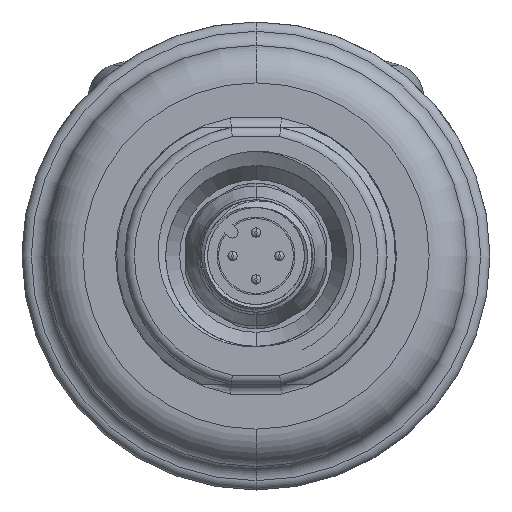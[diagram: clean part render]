
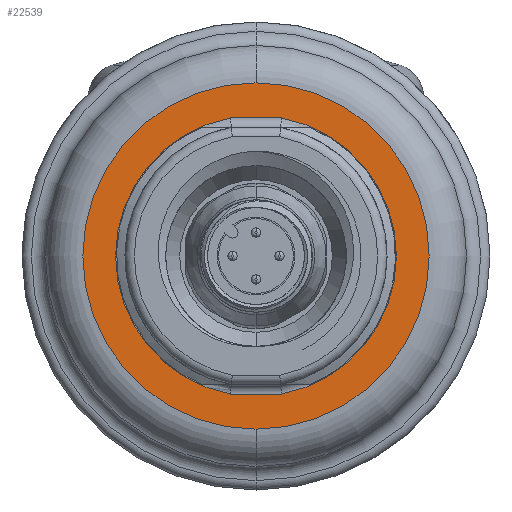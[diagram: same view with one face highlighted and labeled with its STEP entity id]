
A CAD part, front view. The second image highlights one B-rep face of the part: STEP entity #22539.
In plain terms, the highlighted planar face has unit normal (0, -1, 0).
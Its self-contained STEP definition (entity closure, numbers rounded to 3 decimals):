
#4095=CARTESIAN_POINT('',(0.,-3.,0.));
#4096=DIRECTION('',(0.,-1.,0.));
#4097=DIRECTION('',(0.,0.,-1.));
#4098=AXIS2_PLACEMENT_3D('',#4095,#4096,#4097);
#4100=CARTESIAN_POINT('',(0.,-3.,0.));
#4101=DIRECTION('',(0.,-1.,0.));
#4102=DIRECTION('',(0.,0.,1.));
#4103=AXIS2_PLACEMENT_3D('',#4100,#4101,#4102);
#4105=CARTESIAN_POINT('',(0.,-3.,0.));
#4106=DIRECTION('',(0.,-1.,0.));
#4107=DIRECTION('',(-0.182,0.,0.983));
#4108=AXIS2_PLACEMENT_3D('',#4105,#4106,#4107);
#4110=DIRECTION('',(1.,0.,0.));
#4111=VECTOR('',#4110,5.454);
#4112=CARTESIAN_POINT('',(-2.727,-3.,-14.75));
#4113=LINE('',#4112,#4111);
#4114=CARTESIAN_POINT('',(0.,-3.,0.));
#4115=DIRECTION('',(0.,-1.,0.));
#4116=DIRECTION('',(0.182,0.,-0.983));
#4117=AXIS2_PLACEMENT_3D('',#4114,#4115,#4116);
#4119=DIRECTION('',(-1.,0.,0.));
#4120=VECTOR('',#4119,5.454);
#4121=CARTESIAN_POINT('',(2.727,-3.,14.75));
#4122=LINE('',#4121,#4120);
#18876=CARTESIAN_POINT('',(-2.727,-3.,14.75));
#18877=CARTESIAN_POINT('',(-2.727,-3.,-14.75));
#18878=VERTEX_POINT('',#18876);
#18879=VERTEX_POINT('',#18877);
#18884=CARTESIAN_POINT('',(2.727,-3.,-14.75));
#18885=CARTESIAN_POINT('',(2.727,-3.,14.75));
#18886=VERTEX_POINT('',#18884);
#18887=VERTEX_POINT('',#18885);
#19136=CARTESIAN_POINT('',(0.,-3.,-18.5));
#19137=CARTESIAN_POINT('',(0.,-3.,18.5));
#19138=VERTEX_POINT('',#19136);
#19139=VERTEX_POINT('',#19137);
#22519=CARTESIAN_POINT('',(0.,-3.,0.));
#22520=DIRECTION('',(0.,-1.,0.));
#22521=DIRECTION('',(0.,0.,1.));
#22522=AXIS2_PLACEMENT_3D('',#22519,#22520,#22521);
#22523=PLANE('',#22522);
#22525=ORIENTED_EDGE('',*,*,#22524,.F.);
#22527=ORIENTED_EDGE('',*,*,#22526,.F.);
#22528=EDGE_LOOP('',(#22525,#22527));
#22529=FACE_OUTER_BOUND('',#22528,.F.);
#22530=ORIENTED_EDGE('',*,*,#22509,.T.);
#22532=ORIENTED_EDGE('',*,*,#22531,.T.);
#22534=ORIENTED_EDGE('',*,*,#22533,.T.);
#22536=ORIENTED_EDGE('',*,*,#22535,.T.);
#22537=EDGE_LOOP('',(#22530,#22532,#22534,#22536));
#22538=FACE_BOUND('',#22537,.F.);
#22539=ADVANCED_FACE('',(#22529,#22538),#22523,.T.);
#4099=CIRCLE('',#4098,18.5);
#4104=CIRCLE('',#4103,18.5);
#4109=CIRCLE('',#4108,15.);
#4118=CIRCLE('',#4117,15.);
#22509=EDGE_CURVE('',#18878,#18879,#4109,.T.);
#22524=EDGE_CURVE('',#19138,#19139,#4099,.T.);
#22526=EDGE_CURVE('',#19139,#19138,#4104,.T.);
#22531=EDGE_CURVE('',#18879,#18886,#4113,.T.);
#22533=EDGE_CURVE('',#18886,#18887,#4118,.T.);
#22535=EDGE_CURVE('',#18887,#18878,#4122,.T.);
